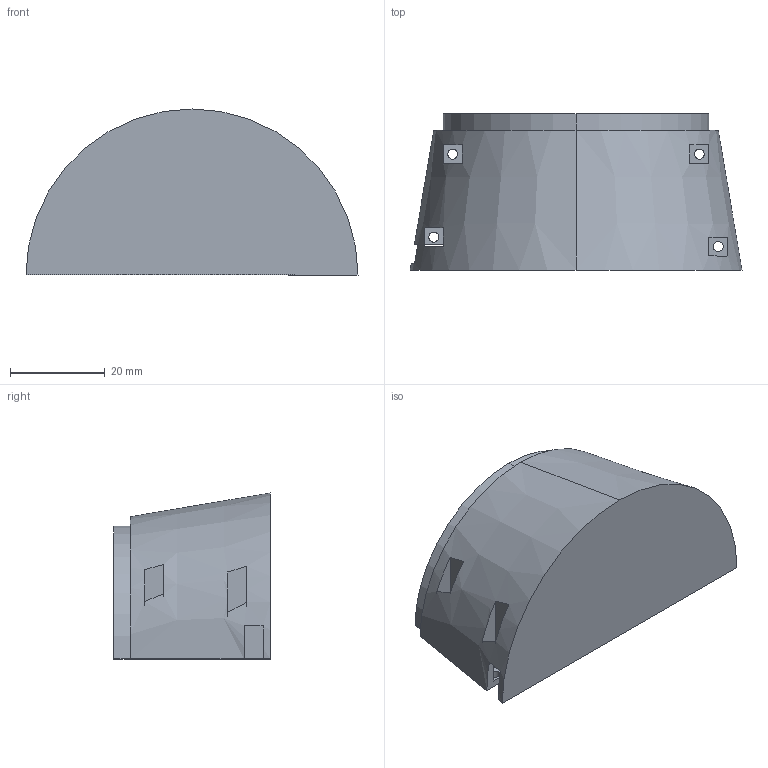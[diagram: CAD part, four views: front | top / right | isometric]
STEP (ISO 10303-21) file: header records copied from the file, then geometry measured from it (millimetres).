
FILE_DESCRIPTION (( 'STEP AP203' ), '1' );
FILE_NAME ('BaseEspelhadaV2.STEP', '2024-08-07T15:47:39', ( '' ), ( '' ), 'SwSTEP 2.0', 'SolidWorks 2023', '' );
FILE_SCHEMA (( 'CONFIG_CONTROL_DESIGN' ));
Length unit declared in the file: millimetre
Products named in the file (1): BaseEspelhadaV2
Bounding box: 70 x 33 x 35 mm (x, y, z)
Volume: 43462.4 mm3; surface area: 10978.9 mm2
Topology: 1 solids, 1 shells, 60 faces, 167 edges, 111 vertices
Faces by surface type: plane 41, cylinder 17, cone 2
Entity records: 2037 total; most frequent: CARTESIAN_POINT 366, ORIENTED_EDGE 334, DIRECTION 328, EDGE_CURVE 167, VERTEX_POINT 111, VECTOR 110, LINE 110, AXIS2_PLACEMENT_3D 109
